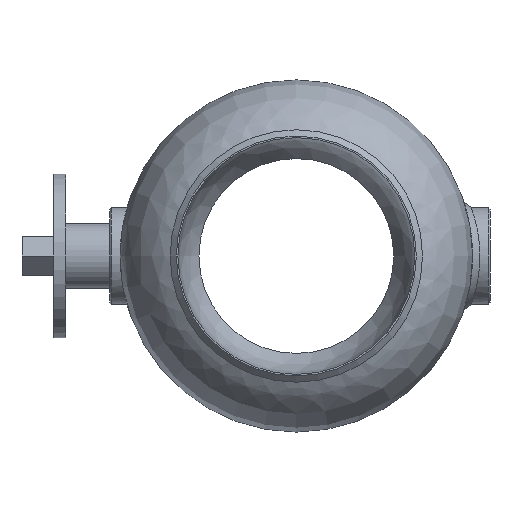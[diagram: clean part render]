
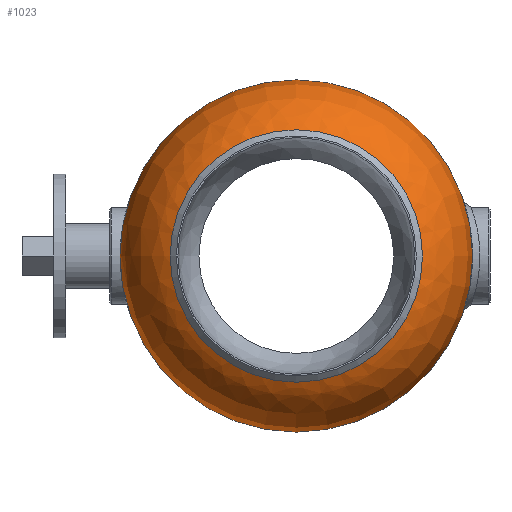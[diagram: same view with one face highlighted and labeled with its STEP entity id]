
A CAD part, left-side view. The second image highlights one B-rep face of the part: STEP entity #1023.
In plain terms, the highlighted free-form (B-spline) face has degree [2, 2] with [5, 9] control points.
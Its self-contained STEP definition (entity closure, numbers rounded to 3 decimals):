
#333=CARTESIAN_POINT('',(225.0,226.0,0.0));
#334=VERTEX_POINT('',#333);
#335=CARTESIAN_POINT('',(225.0,0.0,0.0));
#336=DIRECTION('',(1.0,0.0,0.0));
#337=DIRECTION('',(0.0,1.0,0.0));
#338=AXIS2_PLACEMENT_3D('',#335,#336,#337);
#339=CIRCLE('',#338,226.0);
#340=EDGE_CURVE('',#334,#334,#339,.T.);
#949=CARTESIAN_POINT('',(109.893,151.249,0.0));
#950=VERTEX_POINT('',#949);
#951=CARTESIAN_POINT('',(109.893,0.0,0.0));
#952=DIRECTION('',(1.0,0.0,0.0));
#953=DIRECTION('',(0.0,1.0,0.0));
#954=AXIS2_PLACEMENT_3D('',#951,#952,#953);
#955=CIRCLE('',#954,151.249);
#956=EDGE_CURVE('',#950,#950,#955,.T.);
#964=CARTESIAN_POINT('',(148.345,0.,0.));
#965=CARTESIAN_POINT('',(76.667,0.,54.944));
#966=CARTESIAN_POINT('',(105.677,0.,140.472));
#967=CARTESIAN_POINT('',(134.686,0.,226.0));
#968=CARTESIAN_POINT('',(225.0,0.,226.0));
#969=CARTESIAN_POINT('',(148.345,0.,0.));
#970=CARTESIAN_POINT('',(76.667,54.944,54.944));
#971=CARTESIAN_POINT('',(105.677,140.472,140.472));
#972=CARTESIAN_POINT('',(134.686,226.,226.));
#973=CARTESIAN_POINT('',(225.0,226.,226.));
#974=CARTESIAN_POINT('',(148.345,0.,0.));
#975=CARTESIAN_POINT('',(76.667,54.944,0.));
#976=CARTESIAN_POINT('',(105.677,140.472,0.));
#977=CARTESIAN_POINT('',(134.686,226.0,0.));
#978=CARTESIAN_POINT('',(225.0,226.0,0.));
#979=CARTESIAN_POINT('',(148.345,0.,0.));
#980=CARTESIAN_POINT('',(76.667,54.944,-54.944));
#981=CARTESIAN_POINT('',(105.677,140.472,-140.472));
#982=CARTESIAN_POINT('',(134.686,226.,-226.));
#983=CARTESIAN_POINT('',(225.0,226.,-226.));
#984=CARTESIAN_POINT('',(148.345,0.,0.));
#985=CARTESIAN_POINT('',(76.667,0.,-54.944));
#986=CARTESIAN_POINT('',(105.677,0.,-140.472));
#987=CARTESIAN_POINT('',(134.686,0.,-226.0));
#988=CARTESIAN_POINT('',(225.0,0.,-226.0));
#989=CARTESIAN_POINT('',(148.345,0.,0.));
#990=CARTESIAN_POINT('',(76.667,-54.944,-54.944));
#991=CARTESIAN_POINT('',(105.677,-140.472,-140.472));
#992=CARTESIAN_POINT('',(134.686,-226.,-226.));
#993=CARTESIAN_POINT('',(225.0,-226.,-226.));
#994=CARTESIAN_POINT('',(148.345,0.,0.));
#995=CARTESIAN_POINT('',(76.667,-54.944,0.));
#996=CARTESIAN_POINT('',(105.677,-140.472,0.));
#997=CARTESIAN_POINT('',(134.686,-226.0,0.));
#998=CARTESIAN_POINT('',(225.0,-226.0,0.));
#999=CARTESIAN_POINT('',(148.345,0.,0.));
#1000=CARTESIAN_POINT('',(76.667,-54.944,54.944));
#1001=CARTESIAN_POINT('',(105.677,-140.472,140.472));
#1002=CARTESIAN_POINT('',(134.686,-226.,226.));
#1003=CARTESIAN_POINT('',(225.0,-226.,226.));
#1004=CARTESIAN_POINT('',(148.345,0.,0.));
#1005=CARTESIAN_POINT('',(76.667,0.,54.944));
#1006=CARTESIAN_POINT('',(105.677,0.,140.472));
#1007=CARTESIAN_POINT('',(134.686,0.,226.0));
#1008=CARTESIAN_POINT('',(225.0,0.,226.0));
#1016=(BOUNDED_SURFACE()B_SPLINE_SURFACE(2,2,((#964,#969,#974,#979,#984,#989,#994,#999,#1004),(#965,#970,#975,#980,#985,#990,#995,#1000,#1005),(#966,#971,#976,#981,#986,#991,#996,#1001,#1006),(#967,#972,#977,#982,#987,#992,#997,#1002,#1007),(#968,#973,#978,#983,#988,#993,#998,#1003,#1008)),.UNSPECIFIED.,.F.,.T.,.U.)B_SPLINE_SURFACE_WITH_KNOTS((3,2,3),(3,2,2,2,3),(-2.488,-1.244,0.0),(0.0,1.571,3.142,4.712,6.283),.UNSPECIFIED.)GEOMETRIC_REPRESENTATION_ITEM()RATIONAL_B_SPLINE_SURFACE(((1.0,0.707,1.0,0.707,1.0,0.707,1.0,0.707,1.0),(0.813,0.575,0.813,0.575,0.813,0.575,0.813,0.575,0.813),(1.0,0.707,1.0,0.707,1.0,0.707,1.0,0.707,1.0),(0.813,0.575,0.813,0.575,0.813,0.575,0.813,0.575,0.813),(1.0,0.707,1.0,0.707,1.0,0.707,1.0,0.707,1.0)))REPRESENTATION_ITEM('')SURFACE());
#1017=ORIENTED_EDGE('',*,*,#340,.F.);
#1018=EDGE_LOOP('',(#1017));
#1019=FACE_OUTER_BOUND('',#1018,.T.);
#1020=ORIENTED_EDGE('',*,*,#956,.T.);
#1021=EDGE_LOOP('',(#1020));
#1022=FACE_BOUND('',#1021,.T.);
#1023=ADVANCED_FACE('',(#1019,#1022),#1016,.T.);
